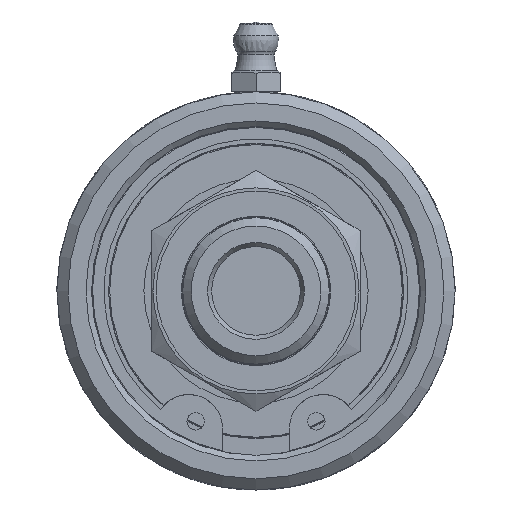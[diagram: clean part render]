
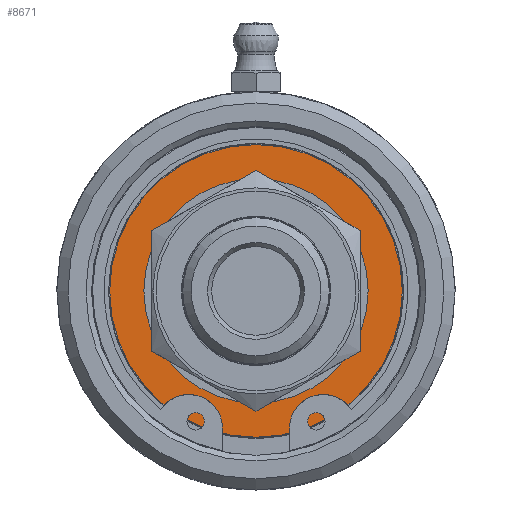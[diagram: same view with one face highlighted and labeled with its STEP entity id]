
A CAD part, left-side view. The second image highlights one B-rep face of the part: STEP entity #8671.
In plain terms, the highlighted planar face has unit normal (-1, 0, 0).
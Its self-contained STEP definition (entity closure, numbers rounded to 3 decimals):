
#371=FACE_BOUND('',#3036,.T.);
#1876=CIRCLE('',#9341,16.05);
#1877=CIRCLE('',#9342,16.05);
#1878=CIRCLE('',#9344,20.95);
#1879=CIRCLE('',#9345,20.95);
#2036=PLANE('',#9343);
#2502=FACE_OUTER_BOUND('',#3035,.T.);
#3035=EDGE_LOOP('',(#7978,#7979));
#3036=EDGE_LOOP('',(#7980,#7981));
#4224=VERTEX_POINT('',#60284);
#4225=VERTEX_POINT('',#60285);
#4226=VERTEX_POINT('',#60290);
#4227=VERTEX_POINT('',#60291);
#5489=EDGE_CURVE('',#4224,#4225,#1876,.T.);
#5490=EDGE_CURVE('',#4225,#4224,#1877,.T.);
#5492=EDGE_CURVE('',#4226,#4227,#1878,.T.);
#5493=EDGE_CURVE('',#4227,#4226,#1879,.T.);
#7978=ORIENTED_EDGE('',*,*,#5492,.F.);
#7979=ORIENTED_EDGE('',*,*,#5493,.F.);
#7980=ORIENTED_EDGE('',*,*,#5489,.T.);
#7981=ORIENTED_EDGE('',*,*,#5490,.T.);
#8671=ADVANCED_FACE('',(#2502,#371),#2036,.T.);
#9341=AXIS2_PLACEMENT_3D('',#60286,#11095,#11096);
#9342=AXIS2_PLACEMENT_3D('',#60287,#11097,#11098);
#9343=AXIS2_PLACEMENT_3D('',#60289,#11100,#11101);
#9344=AXIS2_PLACEMENT_3D('',#60292,#11102,#11103);
#9345=AXIS2_PLACEMENT_3D('',#60293,#11104,#11105);
#11095=DIRECTION('center_axis',(1.,0.,0.));
#11096=DIRECTION('ref_axis',(0.,-1.,0.));
#11097=DIRECTION('center_axis',(1.,0.,0.));
#11098=DIRECTION('ref_axis',(0.,-1.,0.));
#11100=DIRECTION('center_axis',(-1.,0.,0.));
#11101=DIRECTION('ref_axis',(0.,1.,0.));
#11102=DIRECTION('center_axis',(1.,0.,0.));
#11103=DIRECTION('ref_axis',(0.,-1.,0.));
#11104=DIRECTION('center_axis',(1.,0.,0.));
#11105=DIRECTION('ref_axis',(0.,-1.,0.));
#60284=CARTESIAN_POINT('',(38.425,-16.05,0.));
#60285=CARTESIAN_POINT('',(38.425,16.05,0.));
#60286=CARTESIAN_POINT('Origin',(38.425,0.,0.));
#60287=CARTESIAN_POINT('Origin',(38.425,0.,0.));
#60289=CARTESIAN_POINT('Origin',(38.425,-18.5,0.));
#60290=CARTESIAN_POINT('',(38.425,-20.95,0.));
#60291=CARTESIAN_POINT('',(38.425,20.95,0.));
#60292=CARTESIAN_POINT('Origin',(38.425,0.,0.));
#60293=CARTESIAN_POINT('Origin',(38.425,0.,0.));
